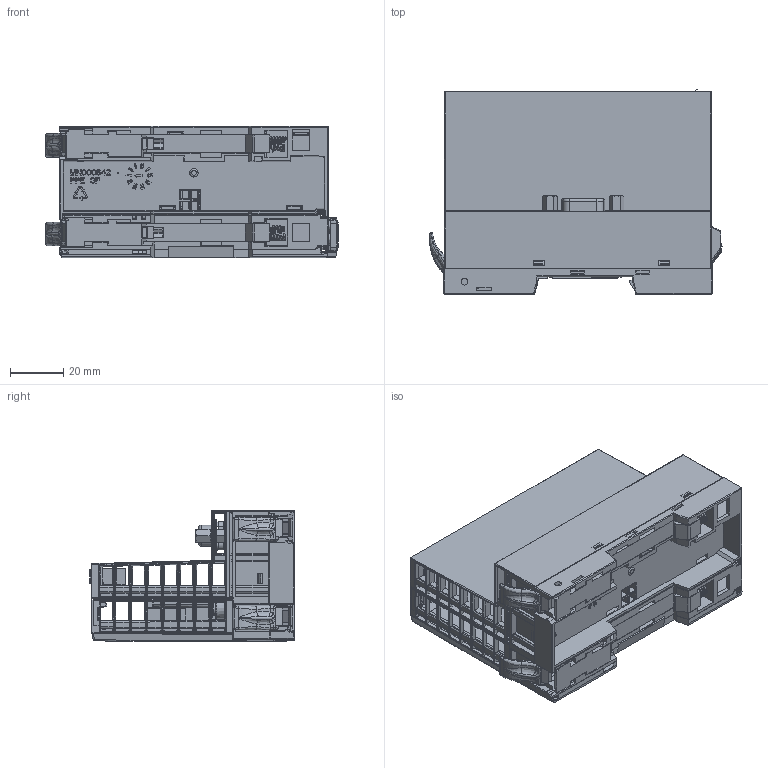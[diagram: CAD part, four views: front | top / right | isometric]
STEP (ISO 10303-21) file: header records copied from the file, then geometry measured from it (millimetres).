
FILE_DESCRIPTION((''),'2;1');
FILE_NAME('053-1DP00_DET5','2014-03-12T',('TReuther'),(''),'PRO/ENGINEER BY PARAMETRIC TECHNOLOGY CORPORATION, 2013320','PRO/ENGINEER BY PARAMETRIC TECHNOLOGY CORPORATION, 2013320','');
FILE_SCHEMA(('CONFIG_CONTROL_DESIGN'));
Products named in the file (1): 053-1DP00_DET5
Bounding box: 109.57 x 76.51 x 49.19 mm (x, y, z)
Surface area: 81260.5 mm2 (no closed solid volume)
Topology: 0 solids, 344 shells, 2186 faces, 14389 edges, 12227 vertices
Faces by surface type: plane 1420, cylinder 389, bspline 132, torus 127, cone 98, extrusion 20
Entity records: 149722 total; most frequent: CARTESIAN_POINT 47459, DIRECTION 18631, ORIENTED_EDGE 18201, EDGE_CURVE 14389, VERTEX_POINT 12227, VECTOR 11507, LINE 11487, AXIS2_PLACEMENT_3D 3562
